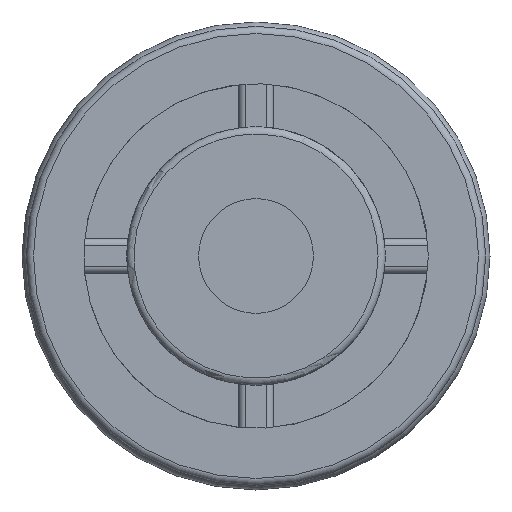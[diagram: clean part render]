
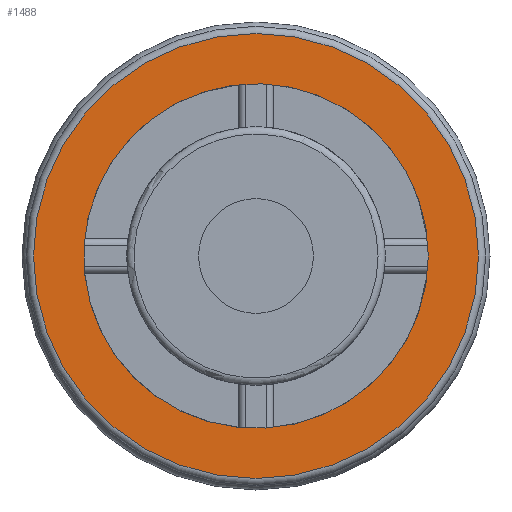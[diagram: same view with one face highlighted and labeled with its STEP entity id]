
A CAD part, front view. The second image highlights one B-rep face of the part: STEP entity #1488.
In plain terms, the highlighted planar face has unit normal (0, -1, 0).
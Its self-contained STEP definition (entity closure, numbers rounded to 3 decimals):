
#49=FACE_BOUND('',#337,.T.);
#90=CIRCLE('',#1597,15.5);
#92=CIRCLE('',#1601,12.);
#181=PLANE('',#1600);
#239=FACE_OUTER_BOUND('',#336,.T.);
#336=EDGE_LOOP('',(#1104));
#337=EDGE_LOOP('',(#1105));
#684=VERTEX_POINT('',#2457);
#686=VERTEX_POINT('',#2463);
#860=EDGE_CURVE('',#684,#684,#90,.T.);
#862=EDGE_CURVE('',#686,#686,#92,.T.);
#1104=ORIENTED_EDGE('',*,*,#860,.F.);
#1105=ORIENTED_EDGE('',*,*,#862,.T.);
#1488=ADVANCED_FACE('',(#239,#49),#181,.T.);
#1597=AXIS2_PLACEMENT_3D('',#2458,#1853,#1854);
#1600=AXIS2_PLACEMENT_3D('',#2462,#1859,#1860);
#1601=AXIS2_PLACEMENT_3D('',#2464,#1861,#1862);
#1853=DIRECTION('center_axis',(0.,1.,0.));
#1854=DIRECTION('ref_axis',(-1.,0.,0.));
#1859=DIRECTION('center_axis',(0.,-1.,0.));
#1860=DIRECTION('ref_axis',(0.,0.,-1.));
#1861=DIRECTION('center_axis',(0.,1.,0.));
#1862=DIRECTION('ref_axis',(-1.,0.,0.));
#2457=CARTESIAN_POINT('',(15.5,0.,0.));
#2458=CARTESIAN_POINT('Origin',(0.,0.,0.));
#2462=CARTESIAN_POINT('Origin',(0.,0.,0.));
#2463=CARTESIAN_POINT('',(12.,0.,0.));
#2464=CARTESIAN_POINT('Origin',(0.,0.,0.));
